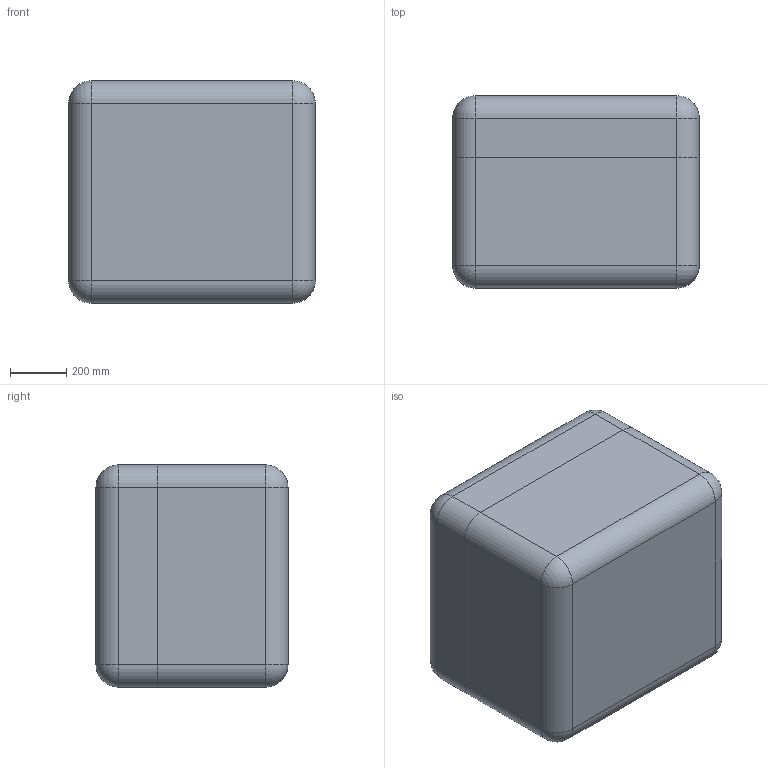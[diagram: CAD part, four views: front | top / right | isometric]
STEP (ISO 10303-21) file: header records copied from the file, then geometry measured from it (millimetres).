
FILE_DESCRIPTION (( 'STEP AP214' ), '1' );
FILE_NAME ('Êîíòåéíåð ÀÄÌÈÐÀË®ÏÐÎÔÅÑÑÈÎÍÀËÜÍÛÅ 151_óïðîùåííàÿ 3D-ìîäåëü.STEP', '2025-08-28T14:33:26', ( '' ), ( '' ), 'SwSTEP 2.0', 'SolidWorks 2021', '' );
FILE_SCHEMA (( 'AUTOMOTIVE_DESIGN' ));
Length unit declared in the file: millimetre
Products named in the file (3): Êîíòåéíåð ÀÄÌÈÐÀË®ÏÐÎÔÅÑÑÈÎÍÀËÜÍÛÅ 151_óïðîùåííàÿ 3D-ìîäåëü; Lid 151-1; Base 151-1
Assembly tree (2 placements, depth 2):
  Êîíòåéíåð ÀÄÌÈÐÀË®ÏÐÎÔÅÑÑÈÎÍÀËÜÍÛÅ 151_óïðîùåííàÿ 3D-ìîäåëü
    Base 151-1
    Lid 151-1
Bounding box: 878.67 x 684.36 x 791.99 mm (x, y, z)
Volume: 168168041.2 mm3; surface area: 7594829.2 mm2
Topology: 2 solids, 2 shells, 1876 faces, 4624 edges, 2644 vertices
Faces by surface type: cylinder 748, bspline 464, plane 336, torus 264, sphere 40, cone 24
Entity records: 95596 total; most frequent: CARTESIAN_POINT 54987, ORIENTED_EDGE 9024, DIRECTION 8106, EDGE_CURVE 4512, AXIS2_PLACEMENT_3D 3245, VERTEX_POINT 2644, EDGE_LOOP 1896, ADVANCED_FACE 1876
